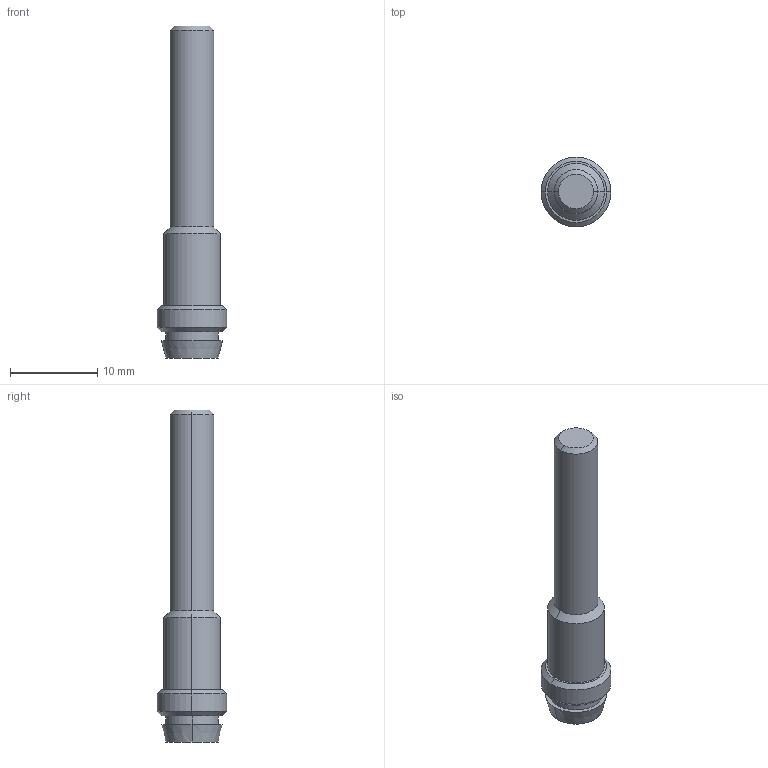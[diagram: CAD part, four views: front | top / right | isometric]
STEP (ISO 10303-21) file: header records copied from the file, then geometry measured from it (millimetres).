
FILE_DESCRIPTION((''),'2;1');
FILE_NAME('DM_CAD-1526A','2017-01-30T',('creinig-se'),(''),'PRO/ENGINEER BY PARAMETRIC TECHNOLOGY CORPORATION, 2015440','PRO/ENGINEER BY PARAMETRIC TECHNOLOGY CORPORATION, 2015440','');
FILE_SCHEMA(('CONFIG_CONTROL_DESIGN'));
Length unit declared in the file: millimetre
Products named in the file (1): DM_CAD-1526A
Bounding box: 8 x 8 x 38 mm (x, y, z)
Volume: 982.7 mm3; surface area: 762.1 mm2
Topology: 1 solids, 1 shells, 23 faces, 108 edges, 90 vertices
Faces by surface type: cone 10, cylinder 8, plane 5
Entity records: 1579 total; most frequent: DIRECTION 214, CARTESIAN_POINT 174, PRESENTATION_STYLE_ASSIGNMENT 122, STYLED_ITEM 122, ORIENTED_EDGE 120, CURVE_STYLE 115, AXIS2_PLACEMENT_3D 82, COLOUR_RGB 77
